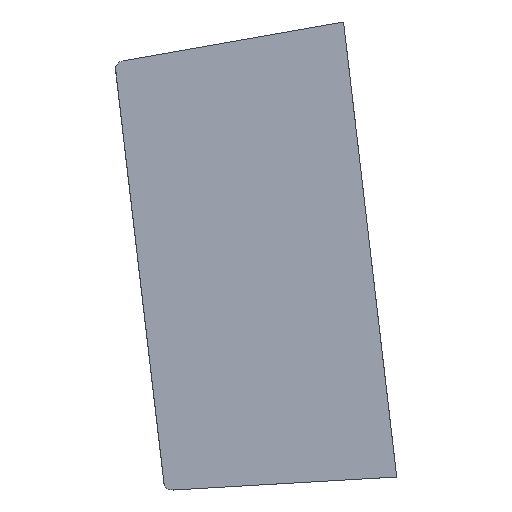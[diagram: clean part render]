
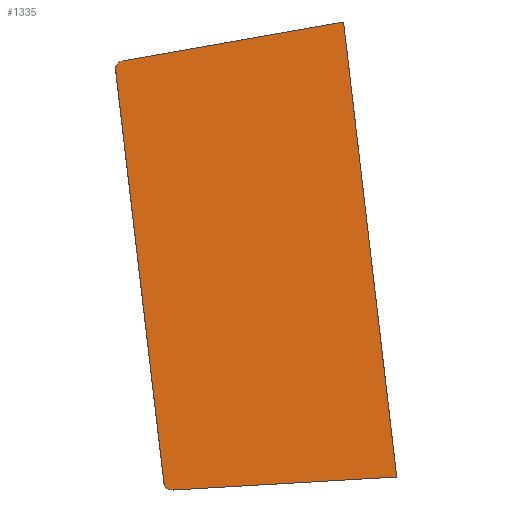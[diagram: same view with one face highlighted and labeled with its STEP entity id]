
A CAD part, top view. The second image highlights one B-rep face of the part: STEP entity #1335.
In plain terms, the highlighted planar face has unit normal (0.069, 0.008, 0.998).
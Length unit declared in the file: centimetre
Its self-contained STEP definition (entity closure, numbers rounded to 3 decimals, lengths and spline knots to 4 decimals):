
#1335=ADVANCED_FACE('',(#1565),#1566,.F.);
#1565=FACE_OUTER_BOUND('',#1971,.T.);
#1566=PLANE('',#1972);
#1971=EDGE_LOOP('',(#2447,#2448,#2449,#2450,#2451,#2452));
#1972=AXIS2_PLACEMENT_3D('',#2453,#2454,#2455);
#2447=ORIENTED_EDGE('',*,*,#3948,.F.);
#2448=ORIENTED_EDGE('',*,*,#3952,.F.);
#2449=ORIENTED_EDGE('',*,*,#3961,.F.);
#2450=ORIENTED_EDGE('',*,*,#3962,.F.);
#2451=ORIENTED_EDGE('',*,*,#3958,.T.);
#2452=ORIENTED_EDGE('',*,*,#3960,.F.);
#2453=CARTESIAN_POINT('',(1212.5495,141.2826,2.1573));
#2454=DIRECTION('',(-0.069,-0.008,-0.998));
#2455=DIRECTION('',(-0.998,0.,0.069));
#3948=EDGE_CURVE('',#4447,#4449,#4450,.T.);
#3952=EDGE_CURVE('',#4454,#4447,#4456,.T.);
#3958=EDGE_CURVE('',#4466,#4464,#4467,.T.);
#3960=EDGE_CURVE('',#4449,#4464,#4469,.T.);
#3961=EDGE_CURVE('',#4470,#4454,#4471,.T.);
#3962=EDGE_CURVE('',#4466,#4470,#4472,.T.);
#4447=VERTEX_POINT('',#5272);
#4449=VERTEX_POINT('',#5275);
#4450=LINE('',#5276,#5277);
#4454=VERTEX_POINT('',#5282);
#4456=ELLIPSE('',#5285,3.4619,3.4619);
#4464=VERTEX_POINT('',#5296);
#4466=VERTEX_POINT('',#5299);
#4467=LINE('',#5300,#5301);
#4469=ELLIPSE('',#5304,3.4619,3.4619);
#4470=VERTEX_POINT('',#5305);
#4471=LINE('',#5306,#5307);
#4472=LINE('',#5308,#5309);
#5272=CARTESIAN_POINT('',(1220.8841,74.2721,2.1225));
#5275=CARTESIAN_POINT('',(1205.2058,208.4089,2.1225));
#5276=CARTESIAN_POINT('',(1213.0193,141.5596,2.1225));
#5277=VECTOR('',#6520,1.0);
#5282=CARTESIAN_POINT('',(1223.813,72.9392,1.9302));
#5285=AXIS2_PLACEMENT_3D('',#6526,#6527,#6528);
#5296=CARTESIAN_POINT('',(1207.7483,210.3813,1.9302));
#5299=CARTESIAN_POINT('',(1278.3078,222.8229,-3.063));
#5300=CARTESIAN_POINT('',(603.5076,103.8374,44.69));
#5301=VECTOR('',#6536,0.001);
#5304=AXIS2_PLACEMENT_3D('',#6538,#6539,#6540);
#5305=CARTESIAN_POINT('',(1295.3397,77.1052,-3.063));
#5306=CARTESIAN_POINT('',(611.2635,37.2623,44.6918));
#5307=VECTOR('',#6541,0.001);
#5308=CARTESIAN_POINT('',(1286.7725,150.4022,-3.063));
#5309=VECTOR('',#6542,0.001);
#6520=DIRECTION('',(-0.116,0.993,0.));
#6526=CARTESIAN_POINT('',(1223.6107,76.3952,1.9163));
#6527=DIRECTION('',(-0.069,-0.008,-0.998));
#6528=DIRECTION('',(0.116,-0.993,0.));
#6536=DIRECTION('',(-0.982,-0.173,0.07));
#6538=CARTESIAN_POINT('',(1208.3485,206.9719,1.9163));
#6539=DIRECTION('',(-0.069,-0.008,-0.998));
#6540=DIRECTION('',(0.116,-0.993,0.));
#6541=DIRECTION('',(-0.996,-0.058,0.07));
#6542=DIRECTION('',(0.116,-0.993,0.));
